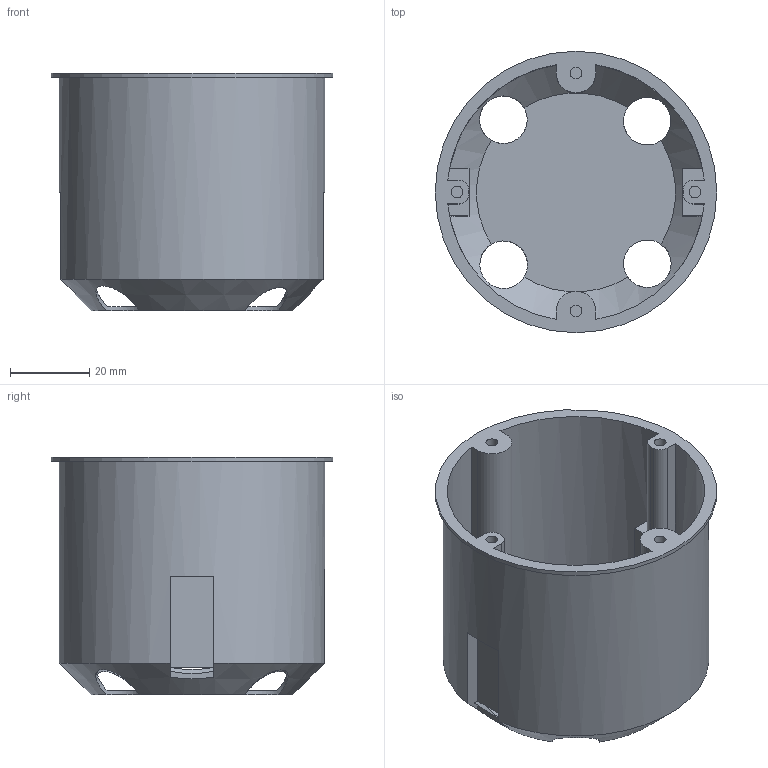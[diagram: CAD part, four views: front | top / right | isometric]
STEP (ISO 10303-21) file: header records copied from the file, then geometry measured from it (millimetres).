
FILE_DESCRIPTION(/* description */ (''),/* implementation_level */ '2;1');
FILE_NAME(/* name */ 'Hohlwanddose v1.step',/* time_stamp */ '2016-05-19T14:24:09+02:00',/* author */ (''),/* organization */ (''),/* preprocessor_version */ 'ST-DEVELOPER v16.5',/* originating_system */ 'Autodesk Translation Framework v5.0.0.3310',/* authorisation */ '');
FILE_SCHEMA (('AUTOMOTIVE_DESIGN { 1 0 10303 214 3 1 1 }'));
Length unit declared in the file: centimetre
Products named in the file (2): Hohlwanddose v1; Hohlwanddose
Assembly tree (1 placements, depth 2):
  Hohlwanddose v1
    Hohlwanddose
Bounding box: 71 x 71 x 60 mm (x, y, z)
Volume: 23642.3 mm3; surface area: 32896.9 mm2
Topology: 1 solids, 1 shells, 60 faces, 186 edges, 122 vertices
Faces by surface type: plane 40, cylinder 18, cone 2
Full cylindrical faces by diameter (mm): 3 x4, 12 x4, 67 x1, 71 x1
Entity records: 2406 total; most frequent: CARTESIAN_POINT 739, DIRECTION 346, ORIENTED_EDGE 334, EDGE_CURVE 167, AXIS2_PLACEMENT_3D 130, VERTEX_POINT 115, LINE 86, VECTOR 86
